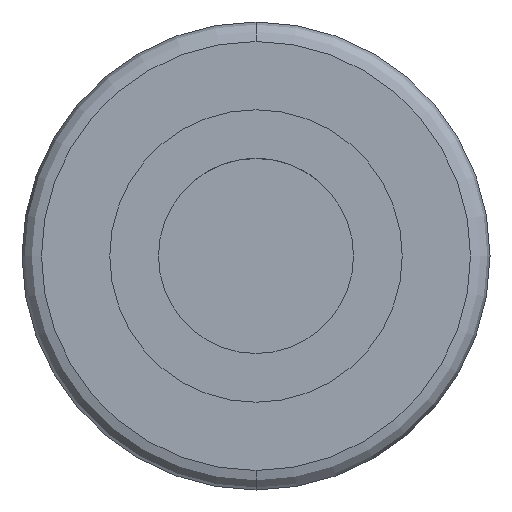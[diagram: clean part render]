
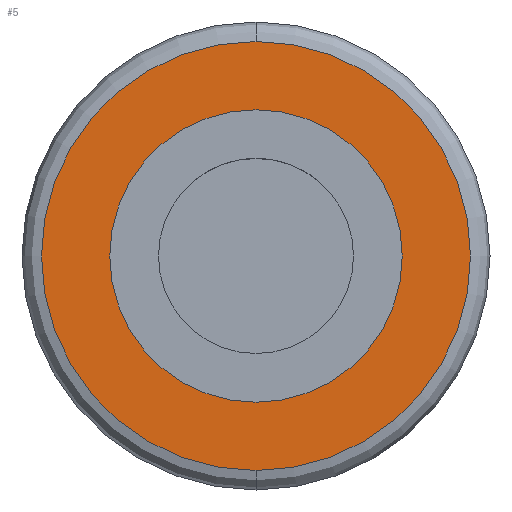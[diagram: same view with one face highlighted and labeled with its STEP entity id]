
A CAD part, front view. The second image highlights one B-rep face of the part: STEP entity #5.
In plain terms, the highlighted planar face has unit normal (0, -1, 0).
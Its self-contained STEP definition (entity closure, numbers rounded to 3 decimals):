
#5 = ADVANCED_FACE ( 'Defeature ausgef�hrt1_5', ( #2037, #2989 ), #865, .T. ) ;
#298 = EDGE_CURVE ( 'Defeature ausgef�hrt1_5+Defeature ausgef�hrt1_8+Defeature ausgef�hrt1_8+Defeature ausgef�hrt1_8', #2439, #2714, #1911, .T. ) ;
#350 = DIRECTION ( 'NONE',  ( 0., -1., 0. ) ) ;
#375 = EDGE_CURVE ( 'Defeature ausgef�hrt1_5+Defeature ausgef�hrt1_4+Defeature ausgef�hrt1_4+Defeature ausgef�hrt1_4', #2761, #795, #2673, .T. ) ;
#403 = CARTESIAN_POINT ( 'NONE',  ( 0., -8., 0. ) ) ;
#423 = DIRECTION ( 'NONE',  ( 0., 0., 1. ) ) ;
#448 = DIRECTION ( 'NONE',  ( 0., 1., 0. ) ) ;
#508 = EDGE_LOOP ( 'NONE', ( #1141, #2525 ) ) ;
#560 = AXIS2_PLACEMENT_3D ( 'NONE', #3182, #1890, #423 ) ;
#566 = AXIS2_PLACEMENT_3D ( 'NONE', #1393, #877, #3200 ) ;
#613 = CARTESIAN_POINT ( 'NONE',  ( -0.6, -8., 0. ) ) ;
#752 = ORIENTED_EDGE ( 'NONE', *, *, #298, .T. ) ;
#774 = EDGE_CURVE ( 'Defeature ausgef�hrt1_5+Defeature ausgef�hrt1_8+Defeature ausgef�hrt1_8+Defeature ausgef�hrt1_8', #2714, #2439, #1835, .T. ) ;
#795 = VERTEX_POINT ( 'NONE', #1398 ) ;
#813 = CARTESIAN_POINT ( 'NONE',  ( 0., -8., -0.55 ) ) ;
#865 = PLANE ( 'NONE',  #2408 ) ;
#877 = DIRECTION ( 'NONE',  ( 0., -1., 0. ) ) ;
#924 = DIRECTION ( 'NONE',  ( 0., -1., 0. ) ) ;
#1141 = ORIENTED_EDGE ( 'NONE', *, *, #375, .T. ) ;
#1204 = CARTESIAN_POINT ( 'NONE',  ( 0., -8., 0.55 ) ) ;
#1335 = EDGE_CURVE ( 'Defeature ausgef�hrt1_5+Defeature ausgef�hrt1_4+Defeature ausgef�hrt1_4+Defeature ausgef�hrt1_4', #795, #2761, #1678, .T. ) ;
#1393 = CARTESIAN_POINT ( 'NONE',  ( 0., -8., 0. ) ) ;
#1398 = CARTESIAN_POINT ( 'NONE',  ( 0., -8., -0.375 ) ) ;
#1449 = AXIS2_PLACEMENT_3D ( 'NONE', #2680, #448, #1950 ) ;
#1533 = ORIENTED_EDGE ( 'NONE', *, *, #774, .T. ) ;
#1678 = CIRCLE ( 'NONE', #560, 0.375 ) ;
#1835 = CIRCLE ( 'NONE', #2824, 0.55 ) ;
#1890 = DIRECTION ( 'NONE',  ( 0., 1., 0. ) ) ;
#1911 = CIRCLE ( 'NONE', #566, 0.55 ) ;
#1950 = DIRECTION ( 'NONE',  ( 0., 0., 1. ) ) ;
#2037 = FACE_OUTER_BOUND ( 'NONE', #2084, .T. ) ;
#2084 = EDGE_LOOP ( 'NONE', ( #1533, #752 ) ) ;
#2408 = AXIS2_PLACEMENT_3D ( 'NONE', #613, #350, #2599 ) ;
#2439 = VERTEX_POINT ( 'NONE', #1204 ) ;
#2525 = ORIENTED_EDGE ( 'NONE', *, *, #1335, .T. ) ;
#2599 = DIRECTION ( 'NONE',  ( 0., 0., -1. ) ) ;
#2673 = CIRCLE ( 'NONE', #1449, 0.375 ) ;
#2680 = CARTESIAN_POINT ( 'NONE',  ( 0., -8., 0. ) ) ;
#2714 = VERTEX_POINT ( 'NONE', #813 ) ;
#2761 = VERTEX_POINT ( 'NONE', #2803 ) ;
#2803 = CARTESIAN_POINT ( 'NONE',  ( 0., -8., 0.375 ) ) ;
#2824 = AXIS2_PLACEMENT_3D ( 'NONE', #403, #924, #3185 ) ;
#2989 = FACE_BOUND ( 'NONE', #508, .T. ) ;
#3182 = CARTESIAN_POINT ( 'NONE',  ( 0., -8., 0. ) ) ;
#3185 = DIRECTION ( 'NONE',  ( 0., 0., -1. ) ) ;
#3200 = DIRECTION ( 'NONE',  ( 0., 0., -1. ) ) ;
